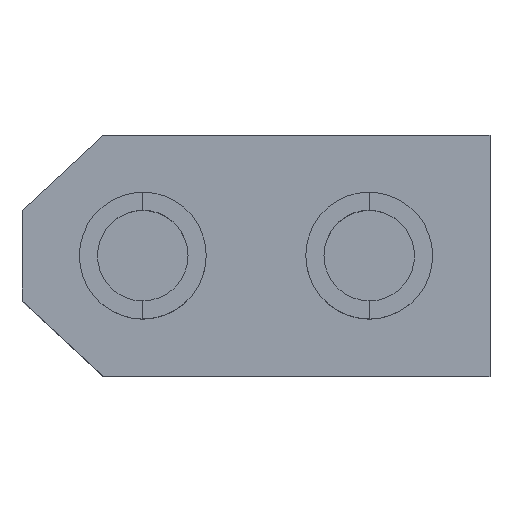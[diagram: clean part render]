
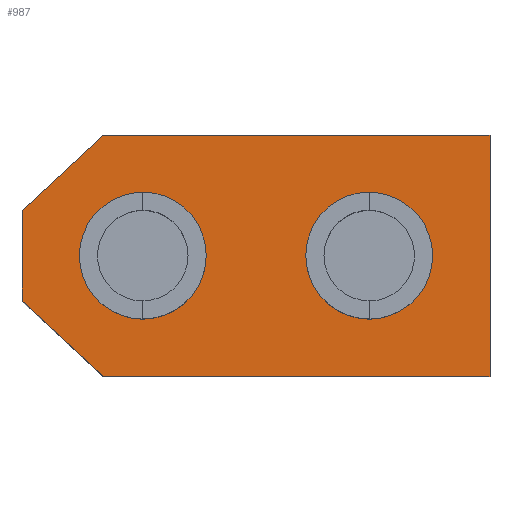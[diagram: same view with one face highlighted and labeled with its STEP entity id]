
A CAD part, top view. The second image highlights one B-rep face of the part: STEP entity #987.
In plain terms, the highlighted planar face has unit normal (0, 0, 1).
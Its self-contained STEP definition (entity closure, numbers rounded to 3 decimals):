
#10 = EDGE_LOOP ( 'NONE', ( #795, #743 ) ) ;
#11 = CARTESIAN_POINT ( 'NONE',  ( -4.325, 4.671, 8. ) ) ;
#19 = EDGE_CURVE ( 'NONE', #1222, #31, #364, .T. ) ;
#31 = VERTEX_POINT ( 'NONE', #1023 ) ;
#40 = LINE ( 'NONE', #236, #1026 ) ;
#57 = LINE ( 'NONE', #1000, #644 ) ;
#61 = CARTESIAN_POINT ( 'NONE',  ( -1.65, 0., 8. ) ) ;
#63 = VERTEX_POINT ( 'NONE', #928 ) ;
#89 = DIRECTION ( 'NONE',  ( 1., 0., 0. ) ) ;
#126 = LINE ( 'NONE', #11, #755 ) ;
#137 = CARTESIAN_POINT ( 'NONE',  ( -3.75, 0., 8. ) ) ;
#165 = ORIENTED_EDGE ( 'NONE', *, *, #501, .F. ) ;
#201 = ORIENTED_EDGE ( 'NONE', *, *, #385, .F. ) ;
#203 = CARTESIAN_POINT ( 'NONE',  ( -5.85, 0., 8. ) ) ;
#206 = DIRECTION ( 'NONE',  ( 0., 0., 1. ) ) ;
#236 = CARTESIAN_POINT ( 'NONE',  ( 0., 4., 8. ) ) ;
#243 = ORIENTED_EDGE ( 'NONE', *, *, #447, .T. ) ;
#250 = DIRECTION ( 'NONE',  ( 0., 0., 1. ) ) ;
#251 = EDGE_CURVE ( 'NONE', #63, #267, #549, .T. ) ;
#267 = VERTEX_POINT ( 'NONE', #682 ) ;
#271 = PLANE ( 'NONE',  #803 ) ;
#279 = CARTESIAN_POINT ( 'NONE',  ( -7.75, 0., 8. ) ) ;
#303 = AXIS2_PLACEMENT_3D ( 'NONE', #1039, #749, #1238 ) ;
#308 = VECTOR ( 'NONE', #1057, 1000. ) ;
#338 = ORIENTED_EDGE ( 'NONE', *, *, #903, .F. ) ;
#346 = DIRECTION ( 'NONE',  ( 1., 0., 0. ) ) ;
#364 = CIRCLE ( 'NONE', #627, 2.1 ) ;
#365 = AXIS2_PLACEMENT_3D ( 'NONE', #482, #206, #1164 ) ;
#375 = CARTESIAN_POINT ( 'NONE',  ( -4.325, -4.671, 8. ) ) ;
#385 = EDGE_CURVE ( 'NONE', #1206, #1236, #40, .T. ) ;
#398 = CARTESIAN_POINT ( 'NONE',  ( 5.85, 0., 8. ) ) ;
#408 = LINE ( 'NONE', #375, #435 ) ;
#426 = VERTEX_POINT ( 'NONE', #897 ) ;
#435 = VECTOR ( 'NONE', #951, 1000. ) ;
#436 = ORIENTED_EDGE ( 'NONE', *, *, #807, .T. ) ;
#445 = DIRECTION ( 'NONE',  ( 0., 0., 1. ) ) ;
#447 = EDGE_CURVE ( 'NONE', #1076, #1236, #858, .T. ) ;
#474 = EDGE_CURVE ( 'NONE', #426, #63, #408, .T. ) ;
#478 = CARTESIAN_POINT ( 'NONE',  ( 7.75, 4., 8. ) ) ;
#482 = CARTESIAN_POINT ( 'NONE',  ( 3.75, 0., 8. ) ) ;
#489 = CARTESIAN_POINT ( 'NONE',  ( 7.75, 0., 8. ) ) ;
#499 = ORIENTED_EDGE ( 'NONE', *, *, #474, .F. ) ;
#501 = EDGE_CURVE ( 'NONE', #267, #1206, #126, .T. ) ;
#549 = LINE ( 'NONE', #279, #308 ) ;
#627 = AXIS2_PLACEMENT_3D ( 'NONE', #736, #445, #346 ) ;
#644 = VECTOR ( 'NONE', #645, 1000. ) ;
#645 = DIRECTION ( 'NONE',  ( 1., 0., 0. ) ) ;
#663 = DIRECTION ( 'NONE',  ( 0., 0., 1. ) ) ;
#682 = CARTESIAN_POINT ( 'NONE',  ( -7.75, 1.5, 8. ) ) ;
#688 = CARTESIAN_POINT ( 'NONE',  ( -5.05, 4., 8. ) ) ;
#731 = VERTEX_POINT ( 'NONE', #61 ) ;
#736 = CARTESIAN_POINT ( 'NONE',  ( 3.75, 0., 8. ) ) ;
#743 = ORIENTED_EDGE ( 'NONE', *, *, #19, .F. ) ;
#744 = ORIENTED_EDGE ( 'NONE', *, *, #841, .F. ) ;
#749 = DIRECTION ( 'NONE',  ( 0., 0., 1. ) ) ;
#755 = VECTOR ( 'NONE', #872, 1000. ) ;
#795 = ORIENTED_EDGE ( 'NONE', *, *, #1126, .F. ) ;
#803 = AXIS2_PLACEMENT_3D ( 'NONE', #1148, #663, #89 ) ;
#807 = EDGE_CURVE ( 'NONE', #426, #1076, #57, .T. ) ;
#815 = FACE_OUTER_BOUND ( 'NONE', #984, .T. ) ;
#824 = ORIENTED_EDGE ( 'NONE', *, *, #251, .F. ) ;
#828 = CIRCLE ( 'NONE', #365, 2.1 ) ;
#836 = FACE_BOUND ( 'NONE', #10, .T. ) ;
#841 = EDGE_CURVE ( 'NONE', #731, #1099, #1049, .T. ) ;
#858 = LINE ( 'NONE', #489, #1094 ) ;
#872 = DIRECTION ( 'NONE',  ( 0.734, 0.679, 0. ) ) ;
#874 = DIRECTION ( 'NONE',  ( 0., 1., 0. ) ) ;
#897 = CARTESIAN_POINT ( 'NONE',  ( -5.05, -4., 8. ) ) ;
#903 = EDGE_CURVE ( 'NONE', #1099, #731, #1087, .T. ) ;
#928 = CARTESIAN_POINT ( 'NONE',  ( -7.75, -1.5, 8. ) ) ;
#951 = DIRECTION ( 'NONE',  ( -0.734, 0.679, 0. ) ) ;
#959 = CARTESIAN_POINT ( 'NONE',  ( 7.75, -4., 8. ) ) ;
#960 = AXIS2_PLACEMENT_3D ( 'NONE', #137, #250, #1007 ) ;
#984 = EDGE_LOOP ( 'NONE', ( #165, #824, #499, #436, #243, #201 ) ) ;
#987 = ADVANCED_FACE ( 'NONE', ( #836, #815, #990 ), #271, .T. ) ;
#990 = FACE_BOUND ( 'NONE', #1030, .T. ) ;
#1000 = CARTESIAN_POINT ( 'NONE',  ( 0., -4., 8. ) ) ;
#1002 = DIRECTION ( 'NONE',  ( 1., 0., 0. ) ) ;
#1007 = DIRECTION ( 'NONE',  ( 1., 0., 0. ) ) ;
#1023 = CARTESIAN_POINT ( 'NONE',  ( 1.65, 0., 8. ) ) ;
#1026 = VECTOR ( 'NONE', #1002, 1000. ) ;
#1030 = EDGE_LOOP ( 'NONE', ( #338, #744 ) ) ;
#1039 = CARTESIAN_POINT ( 'NONE',  ( -3.75, 0., 8. ) ) ;
#1049 = CIRCLE ( 'NONE', #960, 2.1 ) ;
#1057 = DIRECTION ( 'NONE',  ( 0., 1., 0. ) ) ;
#1076 = VERTEX_POINT ( 'NONE', #959 ) ;
#1087 = CIRCLE ( 'NONE', #303, 2.1 ) ;
#1094 = VECTOR ( 'NONE', #874, 1000. ) ;
#1099 = VERTEX_POINT ( 'NONE', #203 ) ;
#1126 = EDGE_CURVE ( 'NONE', #31, #1222, #828, .T. ) ;
#1148 = CARTESIAN_POINT ( 'NONE',  ( 0., 0., 8. ) ) ;
#1164 = DIRECTION ( 'NONE',  ( 1., 0., 0. ) ) ;
#1206 = VERTEX_POINT ( 'NONE', #688 ) ;
#1222 = VERTEX_POINT ( 'NONE', #398 ) ;
#1236 = VERTEX_POINT ( 'NONE', #478 ) ;
#1238 = DIRECTION ( 'NONE',  ( 1., 0., 0. ) ) ;
